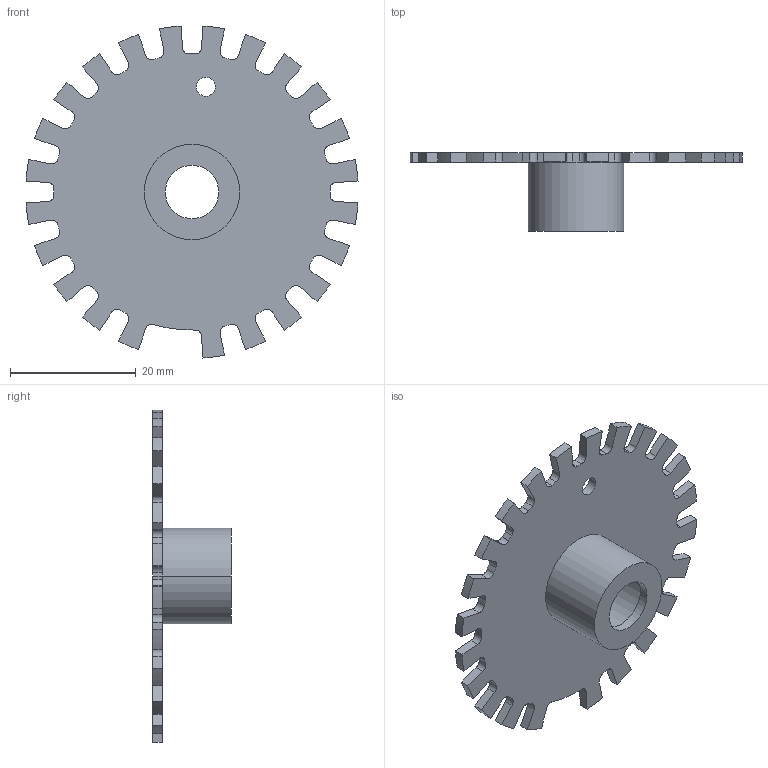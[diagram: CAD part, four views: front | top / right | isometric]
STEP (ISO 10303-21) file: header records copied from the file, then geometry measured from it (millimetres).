
FILE_DESCRIPTION (( 'STEP AP214' ), '1' );
FILE_NAME ('trigger_wheel.STEP', '2018-11-25T14:34:53', ( '' ), ( '' ), 'SwSTEP 2.0', 'SolidWorks 2016', '' );
FILE_SCHEMA (( 'AUTOMOTIVE_DESIGN' ));
Length unit declared in the file: millimetre
Products named in the file (1): trigger_wheel
Bounding box: 52.89 x 12.5 x 52.89 mm (x, y, z)
Volume: 3182.4 mm3; surface area: 5134.6 mm2
Topology: 1 solids, 1 shells, 163 faces, 477 edges, 318 vertices
Faces by surface type: cylinder 113, plane 50
Entity records: 5559 total; most frequent: DIRECTION 1031, CARTESIAN_POINT 959, ORIENTED_EDGE 954, EDGE_CURVE 477, AXIS2_PLACEMENT_3D 390, VERTEX_POINT 318, VECTOR 251, LINE 251
